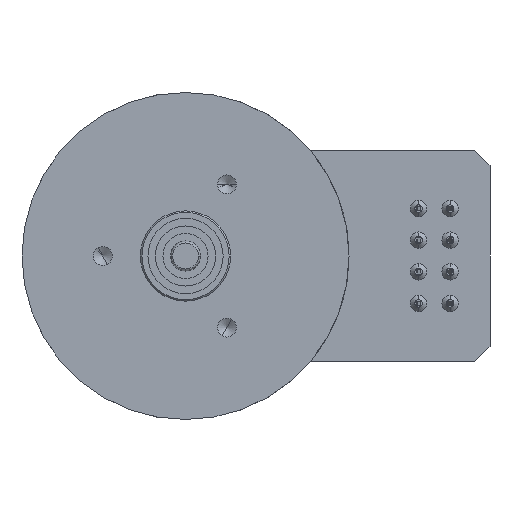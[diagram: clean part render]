
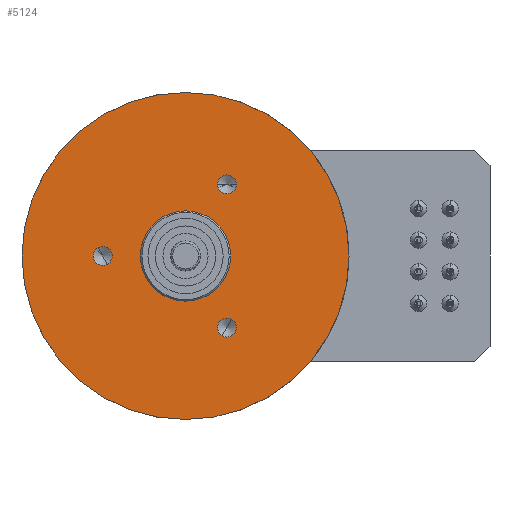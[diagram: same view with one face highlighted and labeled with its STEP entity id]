
A CAD part, left-side view. The second image highlights one B-rep face of the part: STEP entity #5124.
In plain terms, the highlighted planar face has unit normal (-1, 0, 0).
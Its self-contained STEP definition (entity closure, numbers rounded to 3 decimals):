
#69=CARTESIAN_POINT('',(0.,0.,0.));
#70=DIRECTION('',(1.,0.,0.));
#71=DIRECTION('',(0.,1.,0.));
#72=AXIS2_PLACEMENT_3D('',#69,#70,#71);
#92=CARTESIAN_POINT('',(0.,0.,0.));
#93=DIRECTION('',(-1.,0.,0.));
#94=DIRECTION('',(0.,1.,0.));
#95=AXIS2_PLACEMENT_3D('',#92,#93,#94);
#366=CARTESIAN_POINT('',(0.,0.,0.));
#367=DIRECTION('',(1.,0.,0.));
#368=DIRECTION('',(0.,1.,0.));
#369=AXIS2_PLACEMENT_3D('',#366,#367,#368);
#374=CARTESIAN_POINT('',(0.,0.,0.));
#375=DIRECTION('',(-1.,0.,0.));
#376=DIRECTION('',(0.,1.,0.));
#377=AXIS2_PLACEMENT_3D('',#374,#375,#376);
#382=CARTESIAN_POINT('',(0.,-5.5,9.526));
#383=DIRECTION('',(-1.,0.,0.));
#384=DIRECTION('',(0.,1.,0.));
#385=AXIS2_PLACEMENT_3D('',#382,#383,#384);
#390=CARTESIAN_POINT('',(0.,-5.5,9.526));
#391=DIRECTION('',(-1.,0.,0.));
#392=DIRECTION('',(0.,-1.,0.));
#393=AXIS2_PLACEMENT_3D('',#390,#391,#392);
#398=CARTESIAN_POINT('',(0.,-5.5,-9.526));
#399=DIRECTION('',(-1.,0.,0.));
#400=DIRECTION('',(0.,-0.5,0.866));
#401=AXIS2_PLACEMENT_3D('',#398,#399,#400);
#406=CARTESIAN_POINT('',(0.,-5.5,-9.526));
#407=DIRECTION('',(-1.,0.,0.));
#408=DIRECTION('',(0.,0.5,-0.866));
#409=AXIS2_PLACEMENT_3D('',#406,#407,#408);
#414=CARTESIAN_POINT('',(0.,11.,0.));
#415=DIRECTION('',(-1.,0.,0.));
#416=DIRECTION('',(0.,-0.5,-0.866));
#417=AXIS2_PLACEMENT_3D('',#414,#415,#416);
#422=CARTESIAN_POINT('',(0.,11.,0.));
#423=DIRECTION('',(-1.,0.,0.));
#424=DIRECTION('',(0.,0.5,0.866));
#425=AXIS2_PLACEMENT_3D('',#422,#423,#424);
#4086=CARTESIAN_POINT('',(0.,21.75,0.));
#4088=VERTEX_POINT('',#4086);
#4101=CARTESIAN_POINT('',(0.,6.,0.));
#4103=VERTEX_POINT('',#4101);
#4105=CARTESIAN_POINT('',(0.,-6.,0.));
#4107=VERTEX_POINT('',#4105);
#4732=CARTESIAN_POINT('',(0.,-21.75,0.));
#4734=VERTEX_POINT('',#4732);
#4769=CARTESIAN_POINT('',(0.,-4.25,9.526));
#4770=CARTESIAN_POINT('',(0.,-6.75,9.526));
#4771=VERTEX_POINT('',#4769);
#4772=VERTEX_POINT('',#4770);
#4779=CARTESIAN_POINT('',(0.,-6.125,-8.444));
#4780=CARTESIAN_POINT('',(0.,-4.875,-10.609));
#4781=VERTEX_POINT('',#4779);
#4782=VERTEX_POINT('',#4780);
#4789=CARTESIAN_POINT('',(0.,10.375,-1.083));
#4790=CARTESIAN_POINT('',(0.,11.625,1.083));
#4791=VERTEX_POINT('',#4789);
#4792=VERTEX_POINT('',#4790);
#5091=CARTESIAN_POINT('',(0.,0.,0.));
#5092=DIRECTION('',(1.,0.,0.));
#5093=DIRECTION('',(0.,-1.,0.));
#5094=AXIS2_PLACEMENT_3D('',#5091,#5092,#5093);
#5095=PLANE('',#5094);
#5097=ORIENTED_EDGE('',*,*,#5096,.T.);
#5099=ORIENTED_EDGE('',*,*,#5098,.F.);
#5100=EDGE_LOOP('',(#5097,#5099));
#5101=FACE_OUTER_BOUND('',#5100,.F.);
#5102=ORIENTED_EDGE('',*,*,#4830,.T.);
#5103=ORIENTED_EDGE('',*,*,#4812,.F.);
#5104=EDGE_LOOP('',(#5102,#5103));
#5105=FACE_BOUND('',#5104,.F.);
#5107=ORIENTED_EDGE('',*,*,#5106,.T.);
#5109=ORIENTED_EDGE('',*,*,#5108,.T.);
#5110=EDGE_LOOP('',(#5107,#5109));
#5111=FACE_BOUND('',#5110,.F.);
#5113=ORIENTED_EDGE('',*,*,#5112,.T.);
#5115=ORIENTED_EDGE('',*,*,#5114,.T.);
#5116=EDGE_LOOP('',(#5113,#5115));
#5117=FACE_BOUND('',#5116,.F.);
#5119=ORIENTED_EDGE('',*,*,#5118,.T.);
#5121=ORIENTED_EDGE('',*,*,#5120,.T.);
#5122=EDGE_LOOP('',(#5119,#5121));
#5123=FACE_BOUND('',#5122,.F.);
#5124=ADVANCED_FACE('',(#5101,#5105,#5111,#5117,#5123),#5095,.F.);
#73=CIRCLE('',#72,6.);
#96=CIRCLE('',#95,6.);
#370=CIRCLE('',#369,21.75);
#378=CIRCLE('',#377,21.75);
#386=CIRCLE('',#385,1.25);
#394=CIRCLE('',#393,1.25);
#402=CIRCLE('',#401,1.25);
#410=CIRCLE('',#409,1.25);
#418=CIRCLE('',#417,1.25);
#426=CIRCLE('',#425,1.25);
#4812=EDGE_CURVE('',#4103,#4107,#73,.T.);
#4830=EDGE_CURVE('',#4103,#4107,#96,.T.);
#5096=EDGE_CURVE('',#4088,#4734,#370,.T.);
#5098=EDGE_CURVE('',#4088,#4734,#378,.T.);
#5106=EDGE_CURVE('',#4771,#4772,#386,.T.);
#5108=EDGE_CURVE('',#4772,#4771,#394,.T.);
#5112=EDGE_CURVE('',#4781,#4782,#402,.T.);
#5114=EDGE_CURVE('',#4782,#4781,#410,.T.);
#5118=EDGE_CURVE('',#4791,#4792,#418,.T.);
#5120=EDGE_CURVE('',#4792,#4791,#426,.T.);
